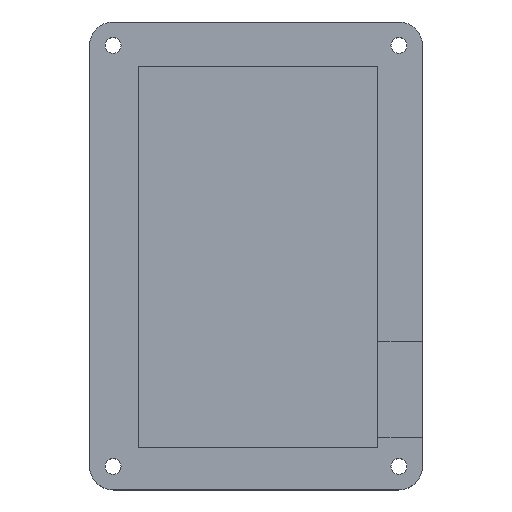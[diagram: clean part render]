
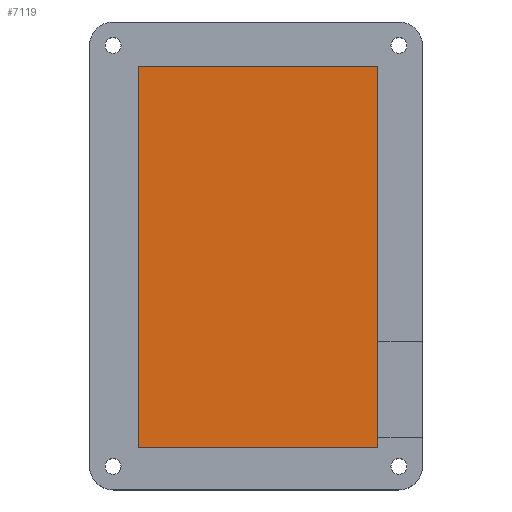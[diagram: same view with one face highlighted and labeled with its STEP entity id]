
A CAD part, top view. The second image highlights one B-rep face of the part: STEP entity #7119.
In plain terms, the highlighted planar face has unit normal (0, 0, 1).
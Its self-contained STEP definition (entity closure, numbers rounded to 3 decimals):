
#820=LINE('',#14266,#1388);
#821=LINE('',#14268,#1389);
#822=LINE('',#14270,#1390);
#823=LINE('',#14271,#1391);
#1388=VECTOR('',#8140,10.);
#1389=VECTOR('',#8141,10.);
#1390=VECTOR('',#8142,10.);
#1391=VECTOR('',#8143,10.);
#1785=FACE_OUTER_BOUND('',#2193,.T.);
#2193=EDGE_LOOP('',(#6481,#6482,#6483,#6484));
#3399=VERTEX_POINT('',#14264);
#3400=VERTEX_POINT('',#14265);
#3401=VERTEX_POINT('',#14267);
#3402=VERTEX_POINT('',#14269);
#4439=EDGE_CURVE('',#3399,#3400,#820,.T.);
#4440=EDGE_CURVE('',#3401,#3399,#821,.T.);
#4441=EDGE_CURVE('',#3402,#3401,#822,.T.);
#4442=EDGE_CURVE('',#3400,#3402,#823,.T.);
#6481=ORIENTED_EDGE('',*,*,#4439,.F.);
#6482=ORIENTED_EDGE('',*,*,#4440,.F.);
#6483=ORIENTED_EDGE('',*,*,#4441,.F.);
#6484=ORIENTED_EDGE('',*,*,#4442,.F.);
#6748=PLANE('',#7297);
#7119=ADVANCED_FACE('',(#1785),#6748,.T.);
#7297=AXIS2_PLACEMENT_3D('',#14263,#8138,#8139);
#8138=DIRECTION('center_axis',(0.,0.,1.));
#8139=DIRECTION('ref_axis',(1.,0.,0.));
#8140=DIRECTION('',(1.,0.,0.));
#8141=DIRECTION('',(0.,1.,0.));
#8142=DIRECTION('',(-1.,0.,0.));
#8143=DIRECTION('',(0.,-1.,0.));
#14263=CARTESIAN_POINT('Origin',(-5.503,30.672,3.));
#14264=CARTESIAN_POINT('',(-31.006,71.344,3.));
#14265=CARTESIAN_POINT('',(20.,71.344,3.));
#14266=CARTESIAN_POINT('',(-18.255,71.344,3.));
#14267=CARTESIAN_POINT('',(-31.006,-10.,3.));
#14268=CARTESIAN_POINT('',(-31.006,10.336,3.));
#14269=CARTESIAN_POINT('',(20.,-10.,3.));
#14270=CARTESIAN_POINT('',(7.249,-10.,3.));
#14271=CARTESIAN_POINT('',(20.,51.008,3.));
